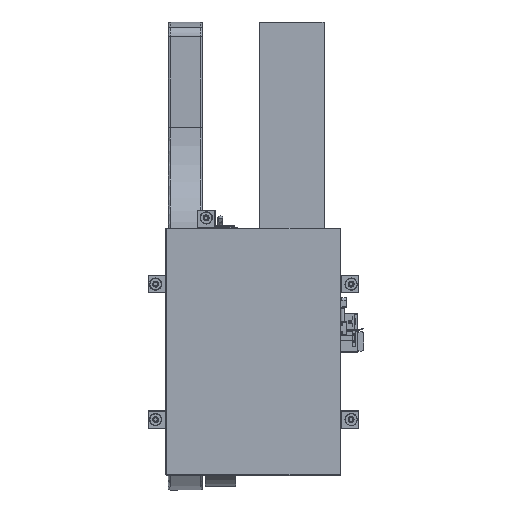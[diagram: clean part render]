
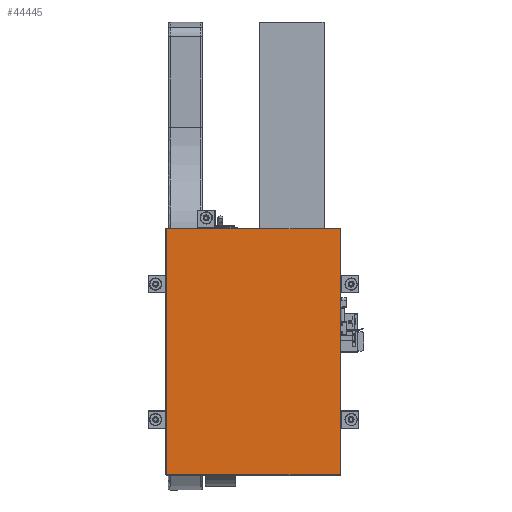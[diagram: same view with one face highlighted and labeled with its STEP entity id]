
A CAD part, front view. The second image highlights one B-rep face of the part: STEP entity #44445.
In plain terms, the highlighted planar face has unit normal (0, -1, 0).
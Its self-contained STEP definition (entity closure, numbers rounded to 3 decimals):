
#6474=AXIS2_PLACEMENT_3D('',#59443,#23632,$);
#7932=PLANE('',#6474);
#11425=VERTEX_POINT('',#59379);
#11426=VERTEX_POINT('',#59381);
#11443=VERTEX_POINT('',#59434);
#11444=VERTEX_POINT('',#59441);
#14421=VECTOR('',#23588,1.);
#14449=VECTOR('',#23625,1.);
#14453=VECTOR('',#23631,1.);
#14454=VECTOR('',#23633,1.);
#17056=LINE('',#59380,#14421);
#17084=LINE('',#59435,#14449);
#17088=LINE('',#59442,#14453);
#17089=LINE('',#59444,#14454);
#23588=DIRECTION('',(1.,0.,0.));
#23625=DIRECTION('',(0.,0.,1.));
#23631=DIRECTION('',(-1.,0.,0.));
#23632=DIRECTION('',(0.,1.,0.));
#23633=DIRECTION('',(0.,0.,-1.));
#29715=EDGE_CURVE('',#11425,#11426,#17056,.T.);
#29743=EDGE_CURVE('',#11443,#11425,#17084,.T.);
#29747=EDGE_CURVE('',#11444,#11443,#17088,.T.);
#29748=EDGE_CURVE('',#11426,#11444,#17089,.T.);
#36818=ORIENTED_EDGE('',*,*,#29747,.F.);
#36819=ORIENTED_EDGE('',*,*,#29748,.F.);
#36820=ORIENTED_EDGE('',*,*,#29715,.F.);
#36821=ORIENTED_EDGE('',*,*,#29743,.F.);
#40650=EDGE_LOOP('',(#36818,#36819,#36820,#36821));
#42864=FACE_BOUND('',#40650,.T.);
#44445=ADVANCED_FACE('',(#42864),#7932,.F.);
#59379=CARTESIAN_POINT('',(-207.5,0.,139.));
#59380=CARTESIAN_POINT('',(-207.5,0.,139.));
#59381=CARTESIAN_POINT('',(87.5,0.,139.));
#59434=CARTESIAN_POINT('',(-207.5,0.,-279.));
#59435=CARTESIAN_POINT('',(-207.5,0.,-279.));
#59441=CARTESIAN_POINT('',(87.5,0.,-279.));
#59442=CARTESIAN_POINT('',(87.5,0.,-279.));
#59443=CARTESIAN_POINT('',(-60.,0.,-70.));
#59444=CARTESIAN_POINT('',(87.5,0.,139.));
